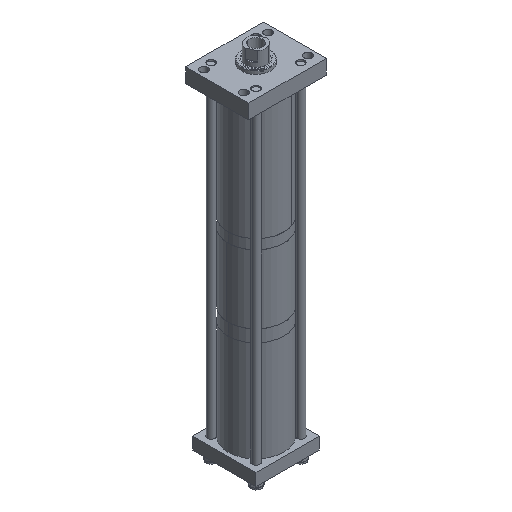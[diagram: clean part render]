
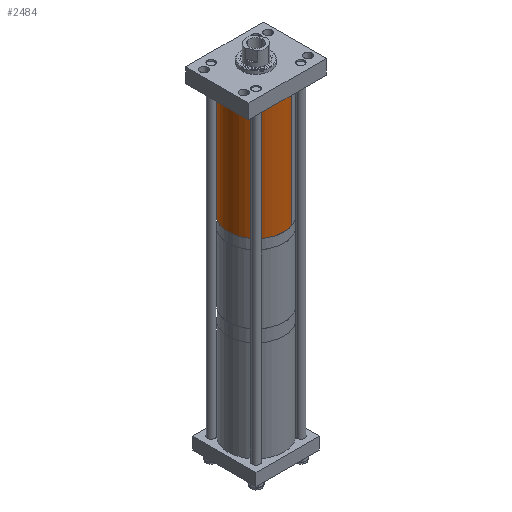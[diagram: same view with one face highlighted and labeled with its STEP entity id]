
A CAD part, isometric view. The second image highlights one B-rep face of the part: STEP entity #2484.
In plain terms, the highlighted cylindrical face has radius 73.025 mm (diameter 146.05 mm), a partial arc.
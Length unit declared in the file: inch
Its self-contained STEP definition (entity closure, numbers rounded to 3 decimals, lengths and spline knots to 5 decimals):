
#32 = DIRECTION ( 'NONE',  ( 0., 0., -1. ) ) ;
#308 = CYLINDRICAL_SURFACE ( 'NONE', #4217, 2.875 ) ;
#474 = CARTESIAN_POINT ( 'NONE',  ( 0., 0., 12.194 ) ) ;
#491 = CARTESIAN_POINT ( 'NONE',  ( 2.875, 0., 0. ) ) ;
#1082 = ORIENTED_EDGE ( 'NONE', *, *, #7730, .T. ) ;
#1435 = DIRECTION ( 'NONE',  ( 0., 0., -1. ) ) ;
#1636 = CIRCLE ( 'NONE', #3491, 2.875 ) ;
#1695 = EDGE_CURVE ( 'NONE', #2624, #4016, #2239, .T. ) ;
#2222 = CARTESIAN_POINT ( 'NONE',  ( -2.875, 0., 12.194 ) ) ;
#2238 = CARTESIAN_POINT ( 'NONE',  ( 0., 0., 0. ) ) ;
#2239 = LINE ( 'NONE', #6299, #2758 ) ;
#2484 = ADVANCED_FACE ( 'NONE', ( #3730 ), #308, .T. ) ;
#2624 = VERTEX_POINT ( 'NONE', #4647 ) ;
#2758 = VECTOR ( 'NONE', #1435, 39.37008 ) ;
#3227 = VERTEX_POINT ( 'NONE', #2222 ) ;
#3491 = AXIS2_PLACEMENT_3D ( 'NONE', #2238, #8491, #7863 ) ;
#3730 = FACE_OUTER_BOUND ( 'NONE', #10348, .T. ) ;
#3972 = VECTOR ( 'NONE', #32, 39.37008 ) ;
#4016 = VERTEX_POINT ( 'NONE', #491 ) ;
#4217 = AXIS2_PLACEMENT_3D ( 'NONE', #10042, #5201, #6090 ) ;
#4429 = DIRECTION ( 'NONE',  ( 1., 0., 0. ) ) ;
#4569 = CARTESIAN_POINT ( 'NONE',  ( -2.875, 0., 0. ) ) ;
#4647 = CARTESIAN_POINT ( 'NONE',  ( 2.875, 0., 12.194 ) ) ;
#4725 = CIRCLE ( 'NONE', #6343, 2.875 ) ;
#5201 = DIRECTION ( 'NONE',  ( 0., 0., -1. ) ) ;
#5833 = ORIENTED_EDGE ( 'NONE', *, *, #1695, .F. ) ;
#6090 = DIRECTION ( 'NONE',  ( -1., 0., 0. ) ) ;
#6299 = CARTESIAN_POINT ( 'NONE',  ( 2.875, 0., 12.194 ) ) ;
#6343 = AXIS2_PLACEMENT_3D ( 'NONE', #474, #8407, #4429 ) ;
#6897 = EDGE_CURVE ( 'NONE', #3227, #2624, #4725, .T. ) ;
#7683 = ORIENTED_EDGE ( 'NONE', *, *, #6897, .F. ) ;
#7730 = EDGE_CURVE ( 'NONE', #3227, #7850, #9150, .T. ) ;
#7850 = VERTEX_POINT ( 'NONE', #4569 ) ;
#7863 = DIRECTION ( 'NONE',  ( 1., 0., 0. ) ) ;
#8333 = ORIENTED_EDGE ( 'NONE', *, *, #10376, .T. ) ;
#8407 = DIRECTION ( 'NONE',  ( 0., 0., 1. ) ) ;
#8491 = DIRECTION ( 'NONE',  ( 0., 0., 1. ) ) ;
#9150 = LINE ( 'NONE', #9652, #3972 ) ;
#9652 = CARTESIAN_POINT ( 'NONE',  ( -2.875, 0., 12.194 ) ) ;
#10042 = CARTESIAN_POINT ( 'NONE',  ( 0., 0., 12.194 ) ) ;
#10348 = EDGE_LOOP ( 'NONE', ( #5833, #7683, #1082, #8333 ) ) ;
#10376 = EDGE_CURVE ( 'NONE', #7850, #4016, #1636, .T. ) ;
